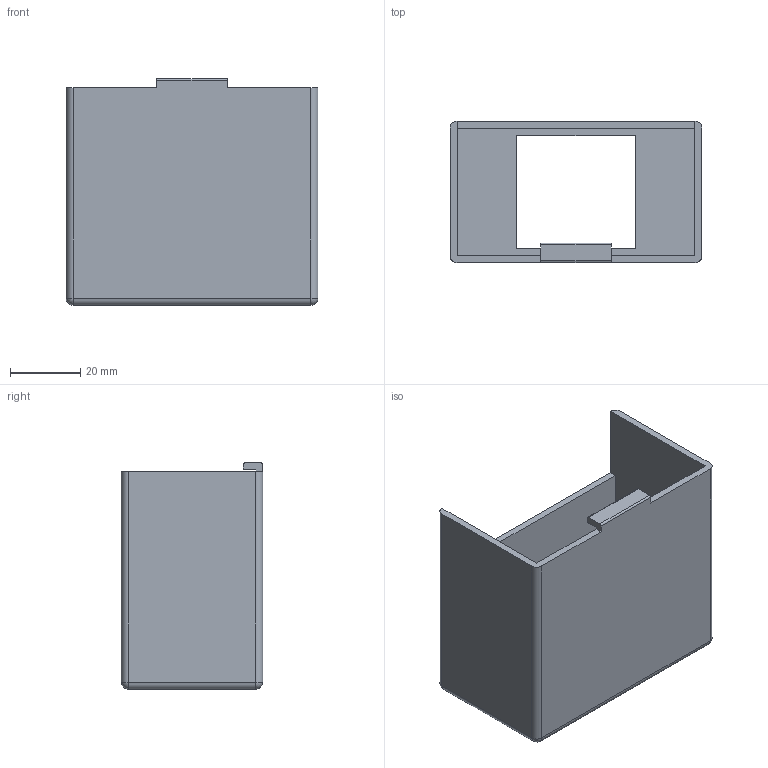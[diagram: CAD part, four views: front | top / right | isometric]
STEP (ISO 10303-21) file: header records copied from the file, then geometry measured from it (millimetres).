
FILE_DESCRIPTION(('FreeCAD Model'),'2;1');
FILE_NAME('Open CASCADE Shape Model','2025-06-26T11:42:35',('Author'),( ''),'Open CASCADE STEP processor 7.7','FreeCAD','Unknown');
FILE_SCHEMA(('AUTOMOTIVE_DESIGN { 1 0 10303 214 1 1 1 1 }'));
Length unit declared in the file: millimetre
Products named in the file (1): SnapFitPad
Bounding box: 71.8 x 40.25 x 64.5 mm (x, y, z)
Volume: 26464.1 mm3; surface area: 27265.2 mm2
Topology: 1 solids, 1 shells, 37 faces, 91 edges, 56 vertices
Faces by surface type: plane 22, cylinder 11, sphere 4
Entity records: 1101 total; most frequent: DIRECTION 189, CARTESIAN_POINT 185, ORIENTED_EDGE 182, EDGE_CURVE 91, LINE 69, VECTOR 69, AXIS2_PLACEMENT_3D 60, VERTEX_POINT 56
